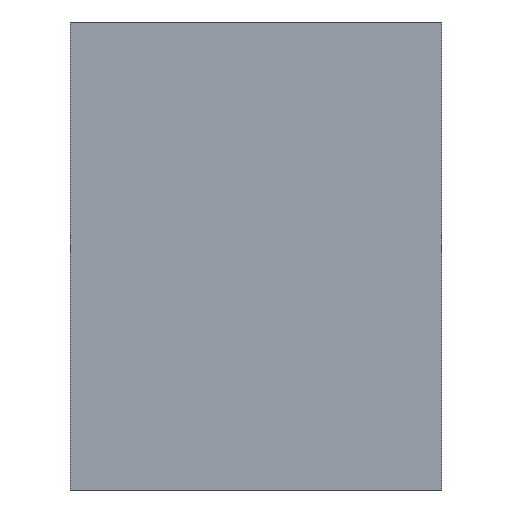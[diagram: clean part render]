
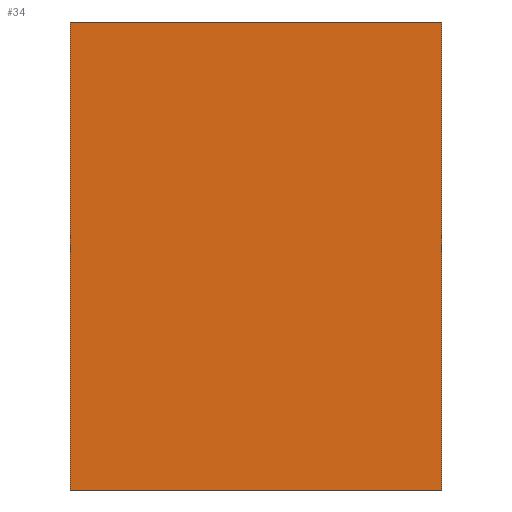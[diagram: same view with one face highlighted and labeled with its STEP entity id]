
A CAD part, left-side view. The second image highlights one B-rep face of the part: STEP entity #34.
In plain terms, the highlighted planar face has unit normal (-1, 0, 0).
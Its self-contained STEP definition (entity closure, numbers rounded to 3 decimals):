
#28 = LINE ( 'NONE', #223, #520 ) ;
#34 = ADVANCED_FACE ( 'NONE', ( #422 ), #616, .T. ) ;
#37 = ORIENTED_EDGE ( 'NONE', *, *, #224, .T. ) ;
#40 = CARTESIAN_POINT ( 'NONE',  ( -25., -25., 63. ) ) ;
#43 = CARTESIAN_POINT ( 'NONE',  ( -25., -25., 0. ) ) ;
#52 = ORIENTED_EDGE ( 'NONE', *, *, #312, .F. ) ;
#55 = DIRECTION ( 'NONE',  ( 0., 0., 1. ) ) ;
#66 = DIRECTION ( 'NONE',  ( 0., 0., -1. ) ) ;
#71 = VERTEX_POINT ( 'NONE', #150 ) ;
#78 = VERTEX_POINT ( 'NONE', #354 ) ;
#99 = EDGE_LOOP ( 'NONE', ( #215, #233, #37, #52 ) ) ;
#100 = VECTOR ( 'NONE', #624, 1000. ) ;
#108 = VERTEX_POINT ( 'NONE', #245 ) ;
#116 = LINE ( 'NONE', #419, #265 ) ;
#150 = CARTESIAN_POINT ( 'NONE',  ( -25., -25., 63. ) ) ;
#174 = DIRECTION ( 'NONE',  ( -1., 0., 0. ) ) ;
#188 = DIRECTION ( 'NONE',  ( 0., 0., -1. ) ) ;
#195 = EDGE_CURVE ( 'NONE', #71, #78, #116, .T. ) ;
#215 = ORIENTED_EDGE ( 'NONE', *, *, #314, .F. ) ;
#223 = CARTESIAN_POINT ( 'NONE',  ( -25., 25., 63. ) ) ;
#224 = EDGE_CURVE ( 'NONE', #78, #108, #28, .T. ) ;
#233 = ORIENTED_EDGE ( 'NONE', *, *, #195, .T. ) ;
#238 = LINE ( 'NONE', #40, #255 ) ;
#245 = CARTESIAN_POINT ( 'NONE',  ( -25., 25., 0. ) ) ;
#255 = VECTOR ( 'NONE', #188, 1000. ) ;
#265 = VECTOR ( 'NONE', #554, 1000. ) ;
#312 = EDGE_CURVE ( 'NONE', #318, #108, #385, .T. ) ;
#314 = EDGE_CURVE ( 'NONE', #71, #318, #238, .T. ) ;
#318 = VERTEX_POINT ( 'NONE', #435 ) ;
#354 = CARTESIAN_POINT ( 'NONE',  ( -25., 25., 63. ) ) ;
#384 = AXIS2_PLACEMENT_3D ( 'NONE', #612, #174, #55 ) ;
#385 = LINE ( 'NONE', #43, #100 ) ;
#419 = CARTESIAN_POINT ( 'NONE',  ( -25., -25., 63. ) ) ;
#422 = FACE_OUTER_BOUND ( 'NONE', #99, .T. ) ;
#435 = CARTESIAN_POINT ( 'NONE',  ( -25., -25., 0. ) ) ;
#520 = VECTOR ( 'NONE', #66, 1000. ) ;
#554 = DIRECTION ( 'NONE',  ( 0., 1., 0. ) ) ;
#612 = CARTESIAN_POINT ( 'NONE',  ( -25., -25., 63. ) ) ;
#616 = PLANE ( 'NONE',  #384 ) ;
#624 = DIRECTION ( 'NONE',  ( 0., 1., 0. ) ) ;
